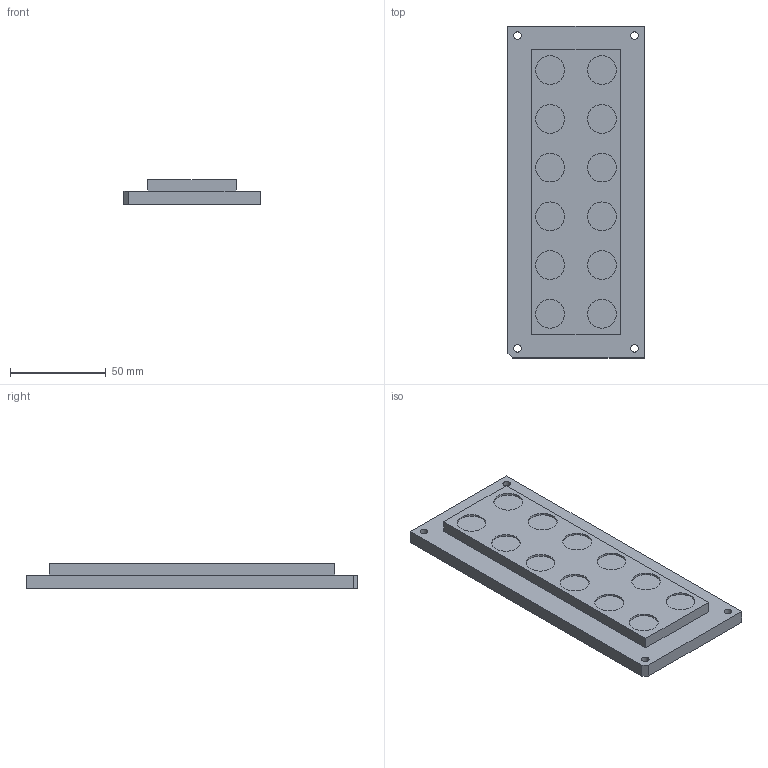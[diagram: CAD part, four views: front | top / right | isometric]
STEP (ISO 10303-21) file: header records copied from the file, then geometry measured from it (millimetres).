
FILE_DESCRIPTION(/* description */ (''),/* implementation_level */ '2;1');
FILE_NAME(/* name */ 'Lens.step',/* time_stamp */ '2020-10-28T15:36:43+11:00',/* author */ (''),/* organization */ (''),/* preprocessor_version */ 'ST-DEVELOPER v18.1',/* originating_system */ 'Autodesk Translation Framework v9.3.0.1241',/* authorisation */ '');
FILE_SCHEMA (('AUTOMOTIVE_DESIGN { 1 0 10303 214 3 1 1 }'));
Length unit declared in the file: millimetre
Products named in the file (2): Lens; Lens_1
Assembly tree (1 placements, depth 2):
  Lens
    Lens_1
Bounding box: 71 x 173 x 13 mm (x, y, z)
Volume: 124610.7 mm3; surface area: 31122.3 mm2
Topology: 1 solids, 1 shells, 40 faces, 75 edges, 50 vertices
Faces by surface type: plane 24, cylinder 16
Full cylindrical faces by diameter (mm): 4 x4, 15 x12
Entity records: 1087 total; most frequent: DIRECTION 193, CARTESIAN_POINT 168, ORIENTED_EDGE 150, EDGE_CURVE 75, AXIS2_PLACEMENT_3D 75, EDGE_LOOP 61, VERTEX_POINT 50, LINE 43
